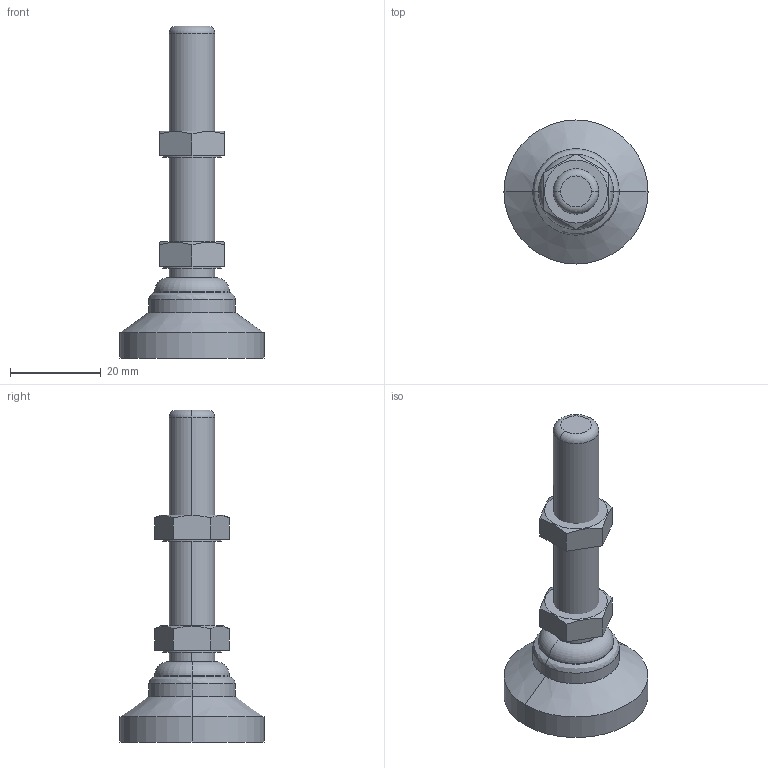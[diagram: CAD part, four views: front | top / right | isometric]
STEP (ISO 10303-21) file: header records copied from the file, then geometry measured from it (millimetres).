
FILE_DESCRIPTION((''),'2;1');
FILE_NAME('13FF8132.stp','2015-07-15T09:04:59',(''),(''),'Mechanical Desktop 2011','Mechanical Desktop 2011',', , ');
FILE_SCHEMA(('AUTOMOTIVE_DESIGN { 1 2 10303 214 1 1 1 1 }'));
Length unit declared in the file: inch
Products named in the file (1): Product
Bounding box: 31.75 x 31.75 x 73.15 mm (x, y, z)
Volume: 14045.1 mm3; surface area: 5595.8 mm2
Topology: 3 solids, 3 shells, 49 faces, 109 edges, 70 vertices
Faces by surface type: plane 21, cylinder 16, cone 6, torus 4, bspline 2
Entity records: 1454 total; most frequent: CARTESIAN_POINT 312, DIRECTION 235, ORIENTED_EDGE 216, EDGE_CURVE 108, AXIS2_PLACEMENT_3D 94, VERTEX_POINT 68, EDGE_LOOP 56, FACE_OUTER_BOUND 49
